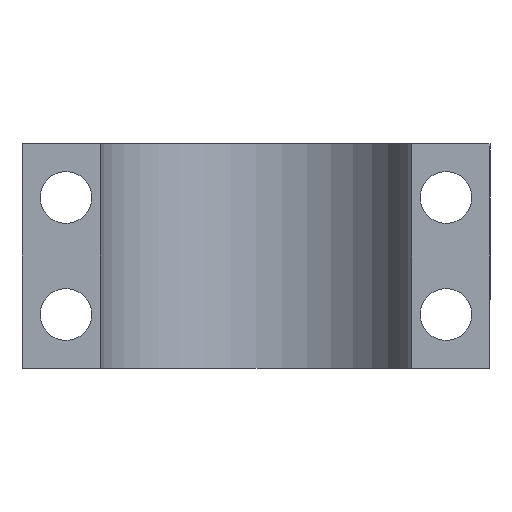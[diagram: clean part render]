
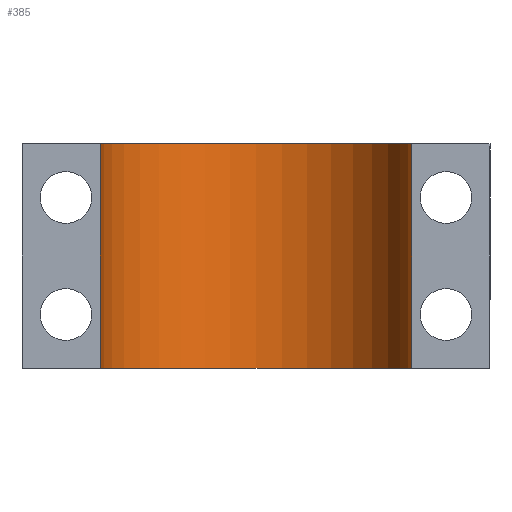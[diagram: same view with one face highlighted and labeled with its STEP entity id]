
A CAD part, front view. The second image highlights one B-rep face of the part: STEP entity #385.
In plain terms, the highlighted cylindrical face has radius 16 mm (diameter 32 mm), a partial arc.
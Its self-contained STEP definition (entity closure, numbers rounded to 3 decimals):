
#26 = VERTEX_POINT ( 'NONE', #335 ) ;
#56 = DIRECTION ( 'NONE',  ( 0., 0., 1. ) ) ;
#93 = DIRECTION ( 'NONE',  ( 0., 0., 1. ) ) ;
#125 = VECTOR ( 'NONE', #93, 1000. ) ;
#133 = CARTESIAN_POINT ( 'NONE',  ( -15.969, 1., 11.5 ) ) ;
#183 = AXIS2_PLACEMENT_3D ( 'NONE', #461, #492, #251 ) ;
#242 = EDGE_CURVE ( 'NONE', #26, #630, #425, .T. ) ;
#251 = DIRECTION ( 'NONE',  ( 1., 0., 0. ) ) ;
#278 = CARTESIAN_POINT ( 'NONE',  ( 0., 0., 11.5 ) ) ;
#292 = DIRECTION ( 'NONE',  ( 0., 0., -1. ) ) ;
#329 = LINE ( 'NONE', #789, #125 ) ;
#335 = CARTESIAN_POINT ( 'NONE',  ( 15.969, 1., 11.5 ) ) ;
#342 = DIRECTION ( 'NONE',  ( 1., 0., 0. ) ) ;
#356 = EDGE_CURVE ( 'NONE', #630, #370, #845, .T. ) ;
#361 = CIRCLE ( 'NONE', #183, 16. ) ;
#365 = DIRECTION ( 'NONE',  ( 0., 0., -1. ) ) ;
#370 = VERTEX_POINT ( 'NONE', #523 ) ;
#383 = CYLINDRICAL_SURFACE ( 'NONE', #691, 16. ) ;
#385 = ADVANCED_FACE ( 'NONE', ( #919 ), #383, .F. ) ;
#425 = CIRCLE ( 'NONE', #644, 16. ) ;
#444 = CARTESIAN_POINT ( 'NONE',  ( 0., 0., 11.5 ) ) ;
#448 = EDGE_CURVE ( 'NONE', #792, #26, #329, .T. ) ;
#456 = DIRECTION ( 'NONE',  ( -1., 0., 0. ) ) ;
#461 = CARTESIAN_POINT ( 'NONE',  ( 0., 0., -11.5 ) ) ;
#492 = DIRECTION ( 'NONE',  ( 0., 0., 1. ) ) ;
#523 = CARTESIAN_POINT ( 'NONE',  ( -15.969, 1., -11.5 ) ) ;
#551 = CARTESIAN_POINT ( 'NONE',  ( -15.969, 1., 11.5 ) ) ;
#610 = ORIENTED_EDGE ( 'NONE', *, *, #448, .T. ) ;
#630 = VERTEX_POINT ( 'NONE', #551 ) ;
#638 = CARTESIAN_POINT ( 'NONE',  ( 15.969, 1., -11.5 ) ) ;
#644 = AXIS2_PLACEMENT_3D ( 'NONE', #278, #56, #342 ) ;
#691 = AXIS2_PLACEMENT_3D ( 'NONE', #444, #292, #456 ) ;
#695 = ORIENTED_EDGE ( 'NONE', *, *, #242, .T. ) ;
#718 = EDGE_LOOP ( 'NONE', ( #695, #761, #837, #610 ) ) ;
#757 = EDGE_CURVE ( 'NONE', #792, #370, #361, .T. ) ;
#761 = ORIENTED_EDGE ( 'NONE', *, *, #356, .T. ) ;
#789 = CARTESIAN_POINT ( 'NONE',  ( 15.969, 1., 11.5 ) ) ;
#792 = VERTEX_POINT ( 'NONE', #638 ) ;
#837 = ORIENTED_EDGE ( 'NONE', *, *, #757, .F. ) ;
#845 = LINE ( 'NONE', #133, #936 ) ;
#919 = FACE_OUTER_BOUND ( 'NONE', #718, .T. ) ;
#936 = VECTOR ( 'NONE', #365, 1000. ) ;
